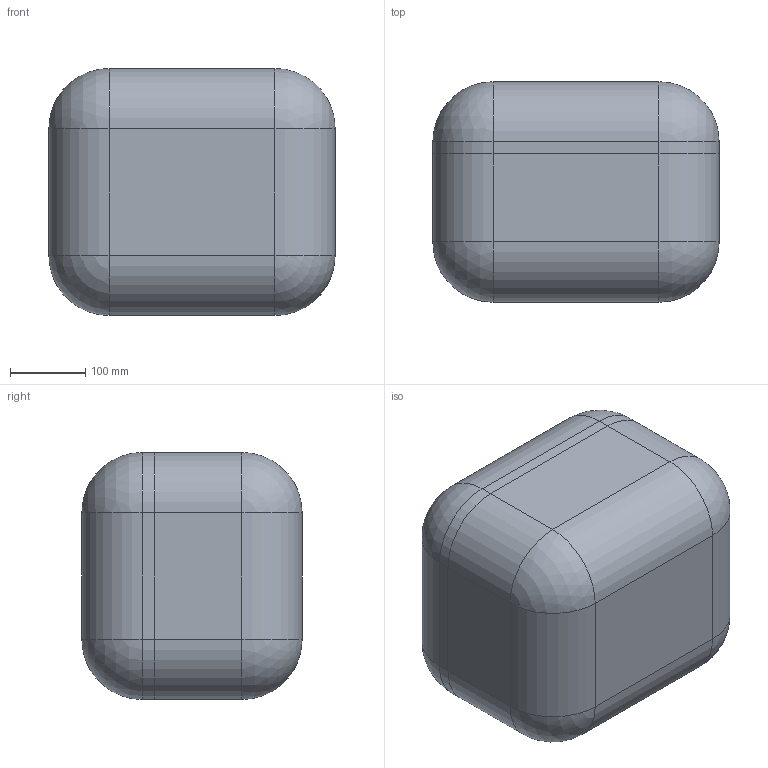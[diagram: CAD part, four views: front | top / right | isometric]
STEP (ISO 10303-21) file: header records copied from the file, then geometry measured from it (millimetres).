
FILE_DESCRIPTION (( 'STEP AP214' ), '1' );
FILE_NAME ('Ñáîðêà_Ê-07(óïð).STEP', '2025-08-19T07:51:19', ( '' ), ( '' ), 'SwSTEP 2.0', 'SolidWorks 2021', '' );
FILE_SCHEMA (( 'AUTOMOTIVE_DESIGN' ));
Length unit declared in the file: millimetre
Products named in the file (3): Êðûøêà Ê-805; Êîðïóñ Ê-07; Ñáîðêà_Ê-07(óïð)
Assembly tree (2 placements, depth 2):
  Ñáîðêà_Ê-07(óïð)
    Êîðïóñ Ê-07
    Êðûøêà Ê-805
Bounding box: 380.37 x 292.53 x 328.16 mm (x, y, z)
Volume: 23727137.6 mm3; surface area: 915646.9 mm2
Topology: 2 solids, 2 shells, 1099 faces, 2843 edges, 1747 vertices
Faces by surface type: bspline 468, plane 397, cylinder 198, torus 16, sphere 12, cone 8
Entity records: 52977 total; most frequent: CARTESIAN_POINT 30090, ORIENTED_EDGE 5606, DIRECTION 3246, EDGE_CURVE 2803, VERTEX_POINT 1747, LINE 1366, VECTOR 1366, EDGE_LOOP 1158
